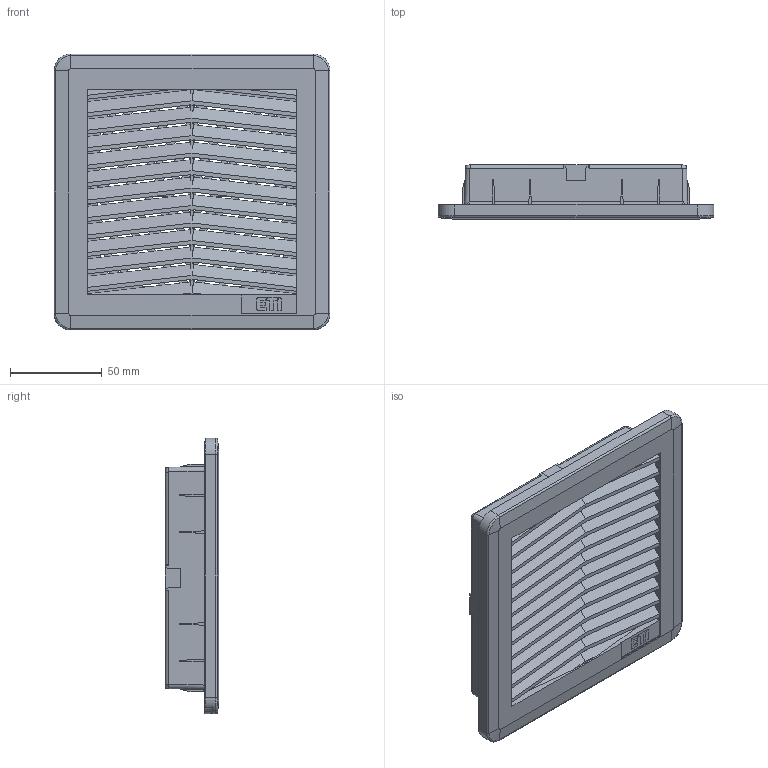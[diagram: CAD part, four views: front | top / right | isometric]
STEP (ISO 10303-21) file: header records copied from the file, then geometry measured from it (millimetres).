
FILE_DESCRIPTION((''),'2;1');
FILE_NAME('ASM0002_ASM','2024-08-23T11:17:51',('klemen.sitar'),('Audax d.o.o.'),'CREO PARAMETRIC BY PTC INC, 2021304','CREO PARAMETRIC BY PTC INC, 2021304','');
FILE_SCHEMA(('AP242_MANAGED_MODEL_BASED_3D_ENGINEERING_MIM_LF { 1 0 10303 442 1 1 4 }'));
Length unit declared in the file: millimetre
Products named in the file (3): 001344031-3DFILE; PRT0006_1_1_1_1_1; ASM0002_ASM
Assembly tree (2 placements, depth 2):
  ASM0002_ASM
    001344031-3DFILE
    PRT0006_1_1_1_1_1
Bounding box: 150 x 29.2 x 150 mm (x, y, z)
Surface area: 74187.7 mm2 (no closed solid volume)
Topology: 0 solids, 4 shells, 394 faces, 1436 edges, 1012 vertices
Faces by surface type: plane 274, cylinder 56, bspline 46, torus 8, cone 8, sphere 2
Entity records: 28178 total; most frequent: CARTESIAN_POINT 9151, ORIENTED_EDGE 2497, DIRECTION 1983, PRESENTATION_STYLE_ASSIGNMENT 1831, STYLED_ITEM 1831, CURVE_STYLE 1433, EDGE_CURVE 1433, VECTOR 1125
